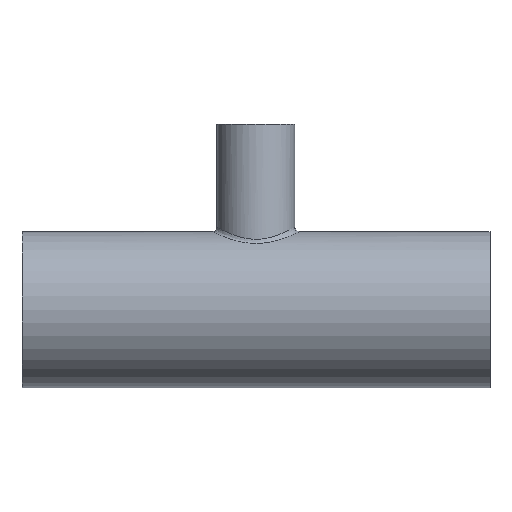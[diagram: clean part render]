
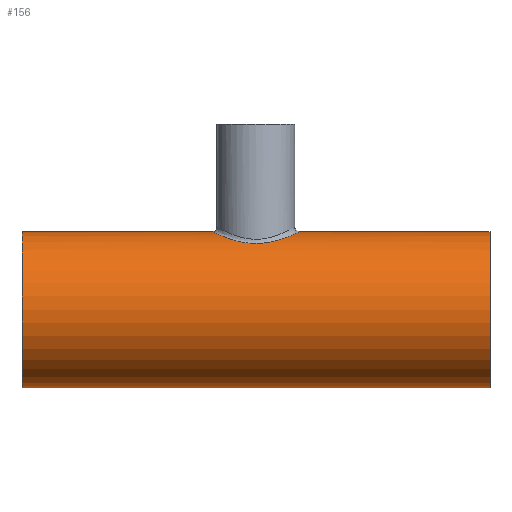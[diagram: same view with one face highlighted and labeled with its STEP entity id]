
A CAD part, top view. The second image highlights one B-rep face of the part: STEP entity #156.
In plain terms, the highlighted cylindrical face has radius 25.4 mm (diameter 50.8 mm), a full revolution.
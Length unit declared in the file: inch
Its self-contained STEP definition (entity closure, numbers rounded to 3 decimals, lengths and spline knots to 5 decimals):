
#18=FACE_BOUND('',#48,.T.);
#25=LINE('',#397,#30);
#30=VECTOR('',#216,1.);
#34=CYLINDRICAL_SURFACE('',#185,1.);
#39=FACE_OUTER_BOUND('',#47,.T.);
#47=EDGE_LOOP('',(#123,#124,#125,#126,#127,#128));
#48=EDGE_LOOP('',(#129));
#60=B_SPLINE_CURVE_WITH_KNOTS('',3,(#366,#367,#368,#369,#370,#371,#372,
#373,#374,#375,#376,#377,#378,#379,#380,#381,#382,#383,#384),
 .UNSPECIFIED.,.T.,.F.,(4,1,1,1,1,1,1,1,1,1,1,1,1,1,1,1,4),(-7.81082,
-7.2529,-6.69499,-5.9511,-5.57915,
-4.83527,-4.46332,-4.09138,-3.71944,
-3.34749,-2.97555,-2.60361,-2.23166,
-1.67375,-1.11583,-0.55792,0.),
 .UNSPECIFIED.);
#65=CIRCLE('',#186,1.);
#66=CIRCLE('',#187,1.);
#67=CIRCLE('',#188,1.);
#68=CIRCLE('',#189,1.);
#74=VERTEX_POINT('',#339);
#79=VERTEX_POINT('',#392);
#80=VERTEX_POINT('',#393);
#81=VERTEX_POINT('',#396);
#82=VERTEX_POINT('',#398);
#93=EDGE_CURVE('',#74,#74,#60,.T.);
#97=EDGE_CURVE('',#79,#80,#65,.T.);
#98=EDGE_CURVE('',#80,#79,#66,.T.);
#99=EDGE_CURVE('',#80,#81,#25,.T.);
#100=EDGE_CURVE('',#81,#82,#67,.T.);
#101=EDGE_CURVE('',#82,#81,#68,.T.);
#123=ORIENTED_EDGE('',*,*,#97,.F.);
#124=ORIENTED_EDGE('',*,*,#98,.F.);
#125=ORIENTED_EDGE('',*,*,#99,.T.);
#126=ORIENTED_EDGE('',*,*,#100,.T.);
#127=ORIENTED_EDGE('',*,*,#101,.T.);
#128=ORIENTED_EDGE('',*,*,#99,.F.);
#129=ORIENTED_EDGE('',*,*,#93,.F.);
#156=ADVANCED_FACE('',(#39,#18),#34,.T.);
#185=AXIS2_PLACEMENT_3D('',#391,#210,#211);
#186=AXIS2_PLACEMENT_3D('',#394,#212,#213);
#187=AXIS2_PLACEMENT_3D('',#395,#214,#215);
#188=AXIS2_PLACEMENT_3D('',#399,#217,#218);
#189=AXIS2_PLACEMENT_3D('',#400,#219,#220);
#210=DIRECTION('center_axis',(-1.,0.,0.));
#211=DIRECTION('ref_axis',(0.,0.,1.));
#212=DIRECTION('center_axis',(-1.,0.,0.));
#213=DIRECTION('ref_axis',(0.,0.,1.));
#214=DIRECTION('center_axis',(-1.,0.,0.));
#215=DIRECTION('ref_axis',(0.,0.,1.));
#216=DIRECTION('',(1.,0.,0.));
#217=DIRECTION('center_axis',(-1.,0.,0.));
#218=DIRECTION('ref_axis',(0.,0.,1.));
#219=DIRECTION('center_axis',(-1.,0.,0.));
#220=DIRECTION('ref_axis',(0.,0.,1.));
#339=CARTESIAN_POINT('',(0.,0.84837,-0.52941));
#366=CARTESIAN_POINT('Ctrl Pts',(0.,0.84837,
-0.52941));
#367=CARTESIAN_POINT('Ctrl Pts',(-0.08585,0.84837,
-0.52941));
#368=CARTESIAN_POINT('Ctrl Pts',(-0.25591,0.87339,-0.4908));
#369=CARTESIAN_POINT('Ctrl Pts',(-0.47437,0.955,-0.32695));
#370=CARTESIAN_POINT('Ctrl Pts',(-0.57446,1.00619,-0.09665));
#371=CARTESIAN_POINT('Ctrl Pts',(-0.5516,0.99456,0.17765));
#372=CARTESIAN_POINT('Ctrl Pts',(-0.43368,0.93677,0.36441));
#373=CARTESIAN_POINT('Ctrl Pts',(-0.25053,0.87688,0.48261));
#374=CARTESIAN_POINT('Ctrl Pts',(-0.08731,0.84718,
0.53146));
#375=CARTESIAN_POINT('Ctrl Pts',(0.08733,0.84718,0.53138));
#376=CARTESIAN_POINT('Ctrl Pts',(0.25047,0.87696,0.48271));
#377=CARTESIAN_POINT('Ctrl Pts',(0.38796,0.92168,0.39379));
#378=CARTESIAN_POINT('Ctrl Pts',(0.49249,0.96587,0.27139));
#379=CARTESIAN_POINT('Ctrl Pts',(0.56721,1.00227,0.09751));
#380=CARTESIAN_POINT('Ctrl Pts',(0.56709,1.0021,-0.12549));
#381=CARTESIAN_POINT('Ctrl Pts',(0.45213,0.94634,-0.3429));
#382=CARTESIAN_POINT('Ctrl Pts',(0.25613,0.87369,-0.49106));
#383=CARTESIAN_POINT('Ctrl Pts',(0.08585,0.84837,-0.52941));
#384=CARTESIAN_POINT('Ctrl Pts',(0.,0.84837,
-0.52941));
#391=CARTESIAN_POINT('Origin',(0.,0.,0.));
#392=CARTESIAN_POINT('',(-3.,0.,1.));
#393=CARTESIAN_POINT('',(-3.,0.,-1.));
#394=CARTESIAN_POINT('Origin',(-3.,0.,0.));
#395=CARTESIAN_POINT('Origin',(-3.,0.,0.));
#396=CARTESIAN_POINT('',(3.,0.,-1.));
#397=CARTESIAN_POINT('',(0.,0.,-1.));
#398=CARTESIAN_POINT('',(3.,0.,1.));
#399=CARTESIAN_POINT('Origin',(3.,0.,0.));
#400=CARTESIAN_POINT('Origin',(3.,0.,0.));
